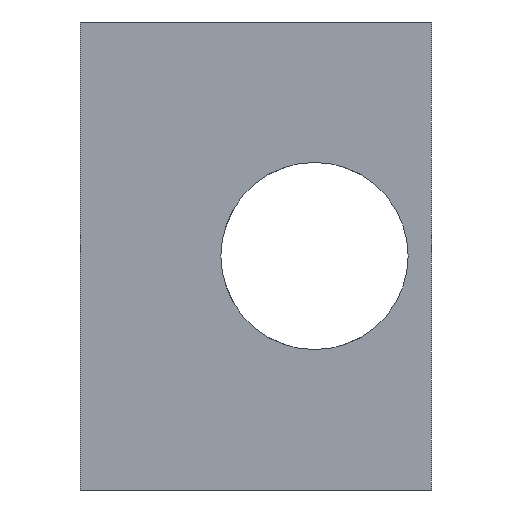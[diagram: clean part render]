
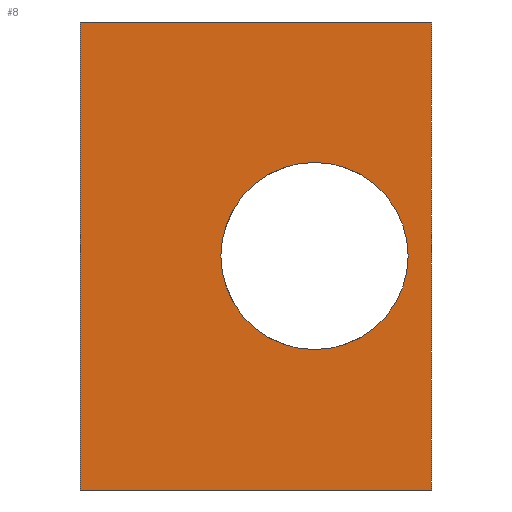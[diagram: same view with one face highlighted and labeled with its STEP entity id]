
A CAD part, front view. The second image highlights one B-rep face of the part: STEP entity #8.
In plain terms, the highlighted planar face has unit normal (0, -1, 0).
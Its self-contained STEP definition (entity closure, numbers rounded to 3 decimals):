
#8 = ADVANCED_FACE ( 'NONE', ( #130, #118 ), #560, .F. ) ;
#62 = VECTOR ( 'NONE', #549, 1000. ) ;
#65 = LINE ( 'NONE', #550, #62 ) ;
#82 = VECTOR ( 'NONE', #603, 1000. ) ;
#84 = LINE ( 'NONE', #424, #82 ) ;
#87 = CIRCLE ( 'NONE', #279, 4. ) ;
#96 = VECTOR ( 'NONE', #502, 1000. ) ;
#99 = CIRCLE ( 'NONE', #333, 4. ) ;
#101 = LINE ( 'NONE', #497, #96 ) ;
#105 = VECTOR ( 'NONE', #396, 1000. ) ;
#111 = LINE ( 'NONE', #521, #105 ) ;
#118 = FACE_OUTER_BOUND ( 'NONE', #221, .T. ) ;
#130 = FACE_BOUND ( 'NONE', #236, .T. ) ;
#144 = ORIENTED_EDGE ( 'NONE', *, *, #283, .F. ) ;
#162 = ORIENTED_EDGE ( 'NONE', *, *, #295, .F. ) ;
#164 = ORIENTED_EDGE ( 'NONE', *, *, #343, .T. ) ;
#189 = ORIENTED_EDGE ( 'NONE', *, *, #271, .F. ) ;
#208 = ORIENTED_EDGE ( 'NONE', *, *, #311, .T. ) ;
#218 = ORIENTED_EDGE ( 'NONE', *, *, #309, .F. ) ;
#221 = EDGE_LOOP ( 'NONE', ( #208, #189, #144, #164 ) ) ;
#236 = EDGE_LOOP ( 'NONE', ( #162, #218 ) ) ;
#246 = VERTEX_POINT ( 'NONE', #486 ) ;
#247 = VERTEX_POINT ( 'NONE', #471 ) ;
#250 = VERTEX_POINT ( 'NONE', #485 ) ;
#252 = VERTEX_POINT ( 'NONE', #477 ) ;
#253 = VERTEX_POINT ( 'NONE', #490 ) ;
#257 = VERTEX_POINT ( 'NONE', #418 ) ;
#271 = EDGE_CURVE ( 'NONE', #250, #253, #111, .T. ) ;
#279 = AXIS2_PLACEMENT_3D ( 'NONE', #643, #640, #639 ) ;
#283 = EDGE_CURVE ( 'NONE', #252, #250, #101, .T. ) ;
#295 = EDGE_CURVE ( 'NONE', #247, #246, #99, .T. ) ;
#309 = EDGE_CURVE ( 'NONE', #246, #247, #87, .T. ) ;
#311 = EDGE_CURVE ( 'NONE', #257, #253, #84, .T. ) ;
#333 = AXIS2_PLACEMENT_3D ( 'NONE', #566, #432, #433 ) ;
#337 = AXIS2_PLACEMENT_3D ( 'NONE', #601, #548, #642 ) ;
#343 = EDGE_CURVE ( 'NONE', #252, #257, #65, .T. ) ;
#396 = DIRECTION ( 'NONE',  ( 0., 0., -1. ) ) ;
#418 = CARTESIAN_POINT ( 'NONE',  ( 0., 0., 0. ) ) ;
#424 = CARTESIAN_POINT ( 'NONE',  ( 0., 0., 0. ) ) ;
#432 = DIRECTION ( 'NONE',  ( 0., -1., 0. ) ) ;
#433 = DIRECTION ( 'NONE',  ( 0., 0., -1. ) ) ;
#471 = CARTESIAN_POINT ( 'NONE',  ( 10., 0., 6. ) ) ;
#477 = CARTESIAN_POINT ( 'NONE',  ( 0., 0., 20. ) ) ;
#485 = CARTESIAN_POINT ( 'NONE',  ( 15., 0., 20. ) ) ;
#486 = CARTESIAN_POINT ( 'NONE',  ( 10., 0., 14. ) ) ;
#490 = CARTESIAN_POINT ( 'NONE',  ( 15., 0., 0. ) ) ;
#497 = CARTESIAN_POINT ( 'NONE',  ( 0., 0., 20. ) ) ;
#502 = DIRECTION ( 'NONE',  ( 1., 0., 0. ) ) ;
#521 = CARTESIAN_POINT ( 'NONE',  ( 15., 0., 20. ) ) ;
#548 = DIRECTION ( 'NONE',  ( 0., 1., 0. ) ) ;
#549 = DIRECTION ( 'NONE',  ( 0., 0., -1. ) ) ;
#550 = CARTESIAN_POINT ( 'NONE',  ( 0., 0., 20. ) ) ;
#560 = PLANE ( 'NONE',  #337 ) ;
#566 = CARTESIAN_POINT ( 'NONE',  ( 10., 0., 10. ) ) ;
#601 = CARTESIAN_POINT ( 'NONE',  ( 0., 0., 20. ) ) ;
#603 = DIRECTION ( 'NONE',  ( 1., 0., 0. ) ) ;
#639 = DIRECTION ( 'NONE',  ( 0., 0., -1. ) ) ;
#640 = DIRECTION ( 'NONE',  ( 0., -1., 0. ) ) ;
#642 = DIRECTION ( 'NONE',  ( 0., 0., 1. ) ) ;
#643 = CARTESIAN_POINT ( 'NONE',  ( 10., 0., 10. ) ) ;
